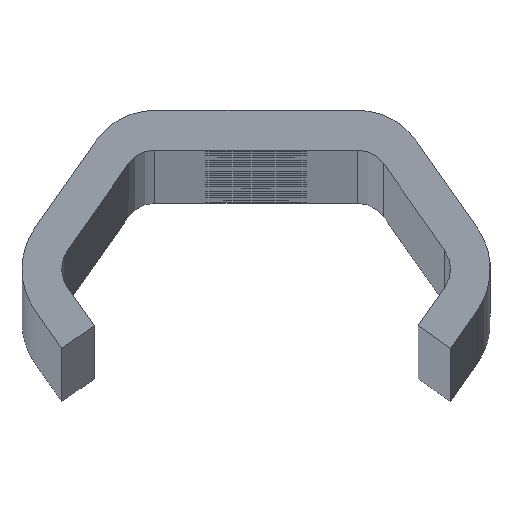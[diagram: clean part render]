
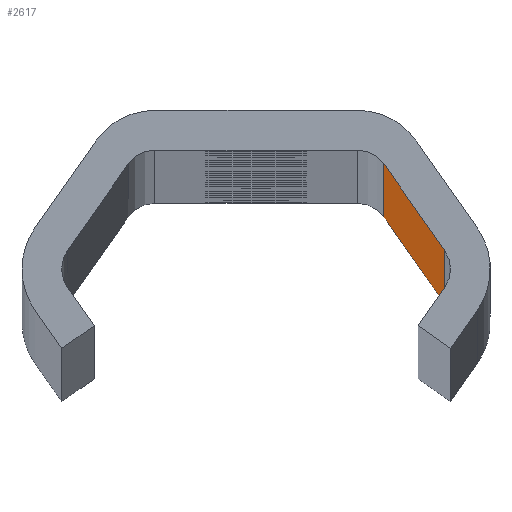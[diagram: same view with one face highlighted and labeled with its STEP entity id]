
A CAD part, top view. The second image highlights one B-rep face of the part: STEP entity #2617.
In plain terms, the highlighted planar face has unit normal (-0.819, -0.574, 0).
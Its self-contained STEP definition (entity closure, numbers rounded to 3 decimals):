
#220 = CARTESIAN_POINT ( 'NONE',  ( 11.883, 1.163, -960. ) ) ;
#547 = CARTESIAN_POINT ( 'NONE',  ( 8.052, 6.635, -960. ) ) ;
#721 = EDGE_CURVE ( 'NONE', #3366, #3963, #1528, .T. ) ;
#937 = VERTEX_POINT ( 'NONE', #3218 ) ;
#951 = CARTESIAN_POINT ( 'NONE',  ( 8.052, 6.635, -960. ) ) ;
#1025 = CARTESIAN_POINT ( 'NONE',  ( 8.052, 6.635, 960. ) ) ;
#1042 = ORIENTED_EDGE ( 'NONE', *, *, #1829, .T. ) ;
#1204 = EDGE_CURVE ( 'NONE', #937, #3366, #1594, .T. ) ;
#1226 = ORIENTED_EDGE ( 'NONE', *, *, #721, .F. ) ;
#1464 = VECTOR ( 'NONE', #3709, 1000. ) ;
#1504 = CARTESIAN_POINT ( 'NONE',  ( 11.883, 1.163, 960. ) ) ;
#1528 = LINE ( 'NONE', #1504, #2486 ) ;
#1594 = LINE ( 'NONE', #3928, #2845 ) ;
#1829 = EDGE_CURVE ( 'NONE', #3346, #3963, #4099, .T. ) ;
#1893 = VECTOR ( 'NONE', #3309, 1000. ) ;
#1924 = DIRECTION ( 'NONE',  ( 0.819, 0.574, 0. ) ) ;
#1951 = DIRECTION ( 'NONE',  ( 0., 0., -1. ) ) ;
#2045 = DIRECTION ( 'NONE',  ( 0.574, -0.819, 0. ) ) ;
#2201 = ORIENTED_EDGE ( 'NONE', *, *, #3476, .T. ) ;
#2486 = VECTOR ( 'NONE', #1951, 1000. ) ;
#2488 = CARTESIAN_POINT ( 'NONE',  ( 11.883, 1.163, 960. ) ) ;
#2617 = ADVANCED_FACE ( 'NONE', ( #3851 ), #3826, .F. ) ;
#2654 = CARTESIAN_POINT ( 'NONE',  ( 8.052, 6.635, 960. ) ) ;
#2845 = VECTOR ( 'NONE', #2045, 1000. ) ;
#3218 = CARTESIAN_POINT ( 'NONE',  ( 8.052, 6.635, 960. ) ) ;
#3309 = DIRECTION ( 'NONE',  ( 0.574, -0.819, 0. ) ) ;
#3332 = LINE ( 'NONE', #1025, #1464 ) ;
#3346 = VERTEX_POINT ( 'NONE', #951 ) ;
#3366 = VERTEX_POINT ( 'NONE', #2488 ) ;
#3368 = ORIENTED_EDGE ( 'NONE', *, *, #1204, .F. ) ;
#3476 = EDGE_CURVE ( 'NONE', #937, #3346, #3332, .T. ) ;
#3709 = DIRECTION ( 'NONE',  ( 0., 0., -1. ) ) ;
#3826 = PLANE ( 'NONE',  #3922 ) ;
#3851 = FACE_OUTER_BOUND ( 'NONE', #4298, .T. ) ;
#3922 = AXIS2_PLACEMENT_3D ( 'NONE', #2654, #1924, #4993 ) ;
#3928 = CARTESIAN_POINT ( 'NONE',  ( 8.052, 6.635, 960. ) ) ;
#3963 = VERTEX_POINT ( 'NONE', #220 ) ;
#4099 = LINE ( 'NONE', #547, #1893 ) ;
#4298 = EDGE_LOOP ( 'NONE', ( #1042, #1226, #3368, #2201 ) ) ;
#4993 = DIRECTION ( 'NONE',  ( -0.574, 0.819, 0. ) ) ;
